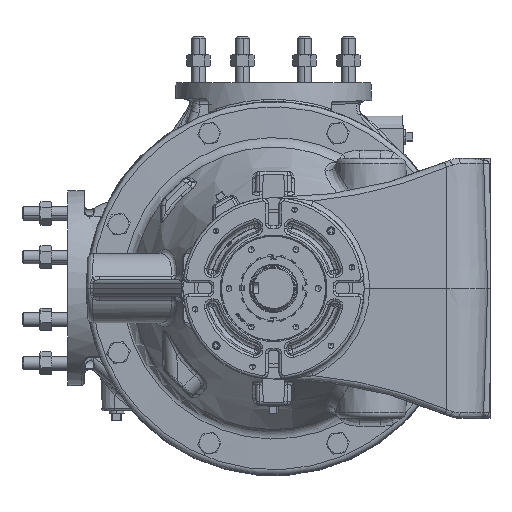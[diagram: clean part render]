
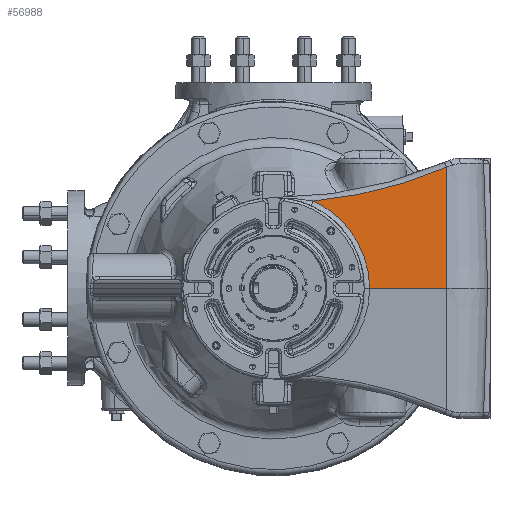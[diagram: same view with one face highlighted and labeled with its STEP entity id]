
A CAD part, left-side view. The second image highlights one B-rep face of the part: STEP entity #56988.
In plain terms, the highlighted planar face has unit normal (-0.999, 0, 0.035).
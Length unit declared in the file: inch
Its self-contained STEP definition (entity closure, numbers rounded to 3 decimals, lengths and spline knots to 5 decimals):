
#2661 = DIRECTION ( 'NONE',  ( -0.035, 0., -0.999 ) ) ;
#7112 =( BOUNDED_CURVE ( )  B_SPLINE_CURVE ( 3, ( #123758, #196780, #142251, #32368 ),
 .UNSPECIFIED., .F., .F. ) 
 B_SPLINE_CURVE_WITH_KNOTS ( ( 4, 4 ),
 ( 0.09095, 0.40614 ),
 .UNSPECIFIED. ) 
 CURVE ( )  GEOMETRIC_REPRESENTATION_ITEM ( )  RATIONAL_B_SPLINE_CURVE ( ( 1., 0.992, 0.992, 1. ) ) 
 REPRESENTATION_ITEM ( '' )  );
#19027 = VERTEX_POINT ( 'NONE', #94475 ) ;
#20529 = CARTESIAN_POINT ( 'NONE',  ( -13.80952, -4.43999, 0. ) ) ;
#32368 = CARTESIAN_POINT ( 'NONE',  ( -13.61411, -8., 5.59597 ) ) ;
#33965 = EDGE_LOOP ( 'NONE', ( #168254, #232151, #131391, #161773 ) ) ;
#37863 = CARTESIAN_POINT ( 'NONE',  ( -13.80952, -4.43999, 0. ) ) ;
#51965 = CARTESIAN_POINT ( 'NONE',  ( -13.80952, -8., 0. ) ) ;
#56988 = ADVANCED_FACE ( 'NONE', ( #79679 ), #80017, .T. ) ;
#58081 = CARTESIAN_POINT ( 'NONE',  ( -13.6, -8., 6. ) ) ;
#69832 = AXIS2_PLACEMENT_3D ( 'NONE', #208393, #226785, #116915 ) ;
#79679 = FACE_OUTER_BOUND ( 'NONE', #33965, .T. ) ;
#80017 = PLANE ( 'NONE',  #69832 ) ;
#94475 = CARTESIAN_POINT ( 'NONE',  ( -13.80952, -8., 0. ) ) ;
#97524 = LINE ( 'NONE', #58081, #189348 ) ;
#110766 = EDGE_CURVE ( 'NONE', #201678, #216931, #148770, .T. ) ;
#111660 = CARTESIAN_POINT ( 'NONE',  ( -13.66871, -1.83922, 4.03242 ) ) ;
#112144 = CARTESIAN_POINT ( 'NONE',  ( -13.66871, -1.83922, 4.03242 ) ) ;
#116915 = DIRECTION ( 'NONE',  ( -0.035, 0., -0.999 ) ) ;
#123758 = CARTESIAN_POINT ( 'NONE',  ( -13.66871, -1.83922, 4.03242 ) ) ;
#131391 = ORIENTED_EDGE ( 'NONE', *, *, #207324, .F. ) ;
#133444 = LINE ( 'NONE', #51965, #176353 ) ;
#142251 = CARTESIAN_POINT ( 'NONE',  ( -13.64358, -6.03744, 4.75198 ) ) ;
#147705 = CARTESIAN_POINT ( 'NONE',  ( -13.74707, -4.43648, 1.78852 ) ) ;
#148770 =( BOUNDED_CURVE ( )  B_SPLINE_CURVE ( 3, ( #37863, #147705, #221459, #111660 ),
 .UNSPECIFIED., .F., .F. ) 
 B_SPLINE_CURVE_WITH_KNOTS ( ( 4, 4 ),
 ( 4.71435, 5.85608 ),
 .UNSPECIFIED. ) 
 CURVE ( )  GEOMETRIC_REPRESENTATION_ITEM ( )  RATIONAL_B_SPLINE_CURVE ( ( 1., 0.894, 0.894, 1. ) ) 
 REPRESENTATION_ITEM ( '' )  );
#154569 = EDGE_CURVE ( 'NONE', #201678, #19027, #133444, .T. ) ;
#156608 = CARTESIAN_POINT ( 'NONE',  ( -13.61411, -8., 5.59597 ) ) ;
#159769 = EDGE_CURVE ( 'NONE', #167187, #19027, #97524, .T. ) ;
#161773 = ORIENTED_EDGE ( 'NONE', *, *, #110766, .F. ) ;
#167187 = VERTEX_POINT ( 'NONE', #156608 ) ;
#168254 = ORIENTED_EDGE ( 'NONE', *, *, #154569, .T. ) ;
#176353 = VECTOR ( 'NONE', #180248, 39.37008 ) ;
#180248 = DIRECTION ( 'NONE',  ( 0., -1., 0. ) ) ;
#189348 = VECTOR ( 'NONE', #2661, 39.37008 ) ;
#196780 = CARTESIAN_POINT ( 'NONE',  ( -13.66193, -3.96674, 4.22646 ) ) ;
#201678 = VERTEX_POINT ( 'NONE', #20529 ) ;
#207324 = EDGE_CURVE ( 'NONE', #216931, #167187, #7112, .T. ) ;
#208393 = CARTESIAN_POINT ( 'NONE',  ( -13.6, -8., 6. ) ) ;
#216931 = VERTEX_POINT ( 'NONE', #112144 ) ;
#221459 = CARTESIAN_POINT ( 'NONE',  ( -13.69458, -3.46708, 3.29155 ) ) ;
#226785 = DIRECTION ( 'NONE',  ( -0.999, 0., 0.035 ) ) ;
#232151 = ORIENTED_EDGE ( 'NONE', *, *, #159769, .F. ) ;
